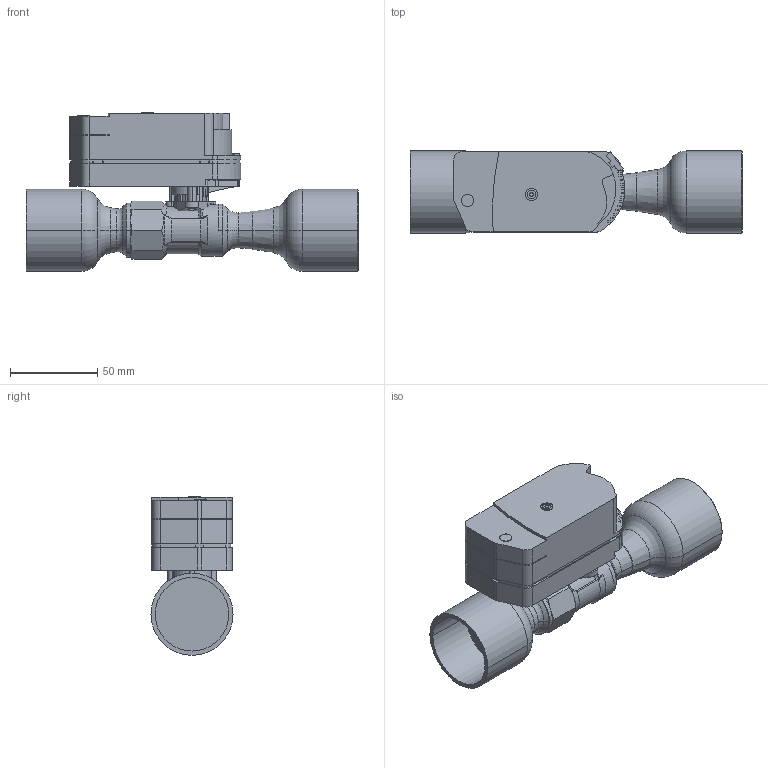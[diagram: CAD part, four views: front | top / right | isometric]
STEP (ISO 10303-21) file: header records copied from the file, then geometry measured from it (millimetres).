
FILE_DESCRIPTION((''),'2;1');
FILE_NAME('ATTUATORE2_VALVOLA_EXR50D42D42','2023-07-07T09:20:28',('massimo'),('ZETA 4'),'CREO PARAMETRIC BY PTC INC, 2022162','CREO PARAMETRIC BY PTC INC, 2022162','');
FILE_SCHEMA(('AUTOMOTIVE_DESIGN { 1 0 10303 214 1 1 1 1 }'));
Length unit declared in the file: millimetre
Products named in the file (1): ATTUATORE2_VALVOLA_EXR50D42D42
Bounding box: 190 x 47 x 90.8 mm (x, y, z)
Volume: 298009.3 mm3; surface area: 56093.8 mm2
Topology: 1 solids, 1 shells, 642 faces, 1792 edges, 1164 vertices
Faces by surface type: plane 461, cylinder 104, cone 45, torus 21, bspline 11
Entity records: 26604 total; most frequent: CARTESIAN_POINT 6040, ORIENTED_EDGE 3584, DIRECTION 3251, EDGE_CURVE 1792, VECTOR 1329, LINE 1329, VERTEX_POINT 1164, AXIS2_PLACEMENT_3D 961
